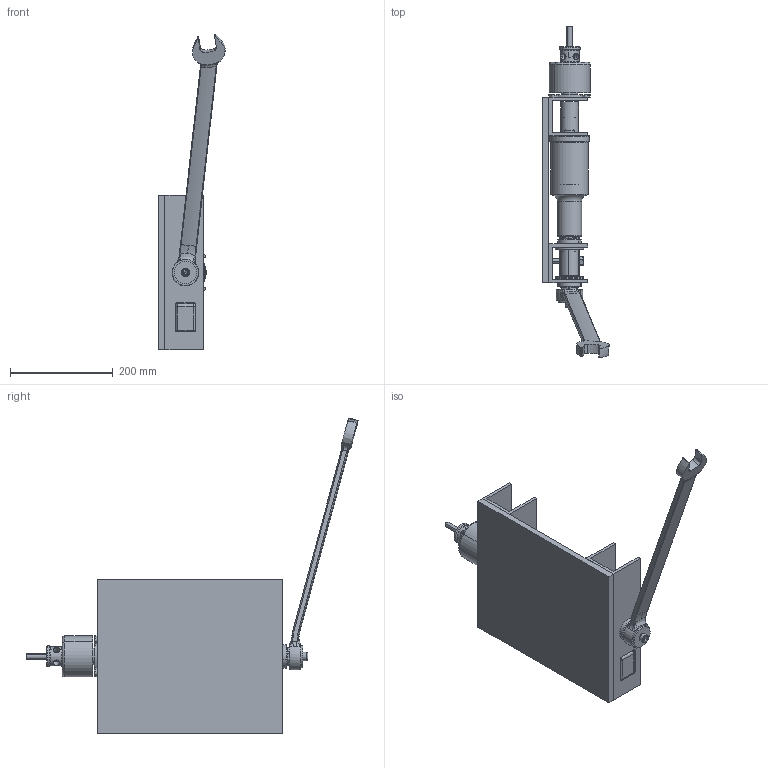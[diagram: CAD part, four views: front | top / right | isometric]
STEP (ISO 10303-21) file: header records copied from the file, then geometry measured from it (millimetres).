
FILE_DESCRIPTION (( 'STEP AP203' ), '1' );
FILE_NAME ('lifter.STEP', '2016-09-25T21:41:54', ( '' ), ( '' ), 'SwSTEP 2.0', 'SolidWorks 2015', '' );
FILE_SCHEMA (( 'CONFIG_CONTROL_DESIGN' ));
Length unit declared in the file: millimetre
Products named in the file (15): ISO - 4034 - M10 - N_ISO - 4034 - M10 - N; torque multiplier; simplified 50cc; 3x3channel; input shaft; 3x3channelb; baseboard; OBF354520 Flanged Oilite; Washer ISO 7094 - 12_Washer ISO 7094 - 12; shaft; ISO 4762 M10 x 20 - 20N_ISO 4762 M10 x 20 - 20N; User Library-Box_End_Wrench_10mm; lifter; BS 3673-4 - S035M_BS 3673-4 - S035M; ISO 10642 - M10 x 65 - 32N_ISO 10642 - M10 x 65 - 32N
Assembly tree (15 placements, depth 2):
  lifter
    torque multiplier
    3x3channel
    3x3channelb
    OBF354520 Flanged Oilite  x2
    shaft
    User Library-Box_End_Wrench_10mm
    BS 3673-4 - S035M_BS 3673-4 - S035M
    ISO 10642 - M10 x 65 - 32N_ISO 10642 - M10 x 65 - 32N
    ISO - 4034 - M10 - N_ISO - 4034 - M10 - N
    simplified 50cc
    input shaft
    baseboard
    Washer ISO 7094 - 12_Washer ISO 7094 - 12
    ISO 4762 M10 x 20 - 20N_ISO 4762 M10 x 20 - 20N
Bounding box: 129.2 x 645.19 x 612.76 mm (x, y, z)
Volume: 3322488 mm3; surface area: 746014 mm2
Topology: 15 solids, 16 shells, 752 faces, 1858 edges, 1141 vertices
Faces by surface type: cylinder 263, plane 233, torus 105, bspline 77, cone 66, sphere 8
Entity records: 29475 total; most frequent: CARTESIAN_POINT 10642, DIRECTION 3714, ORIENTED_EDGE 3612, EDGE_CURVE 1806, AXIS2_PLACEMENT_3D 1540, VERTEX_POINT 1117, CIRCLE 868, EDGE_LOOP 799
